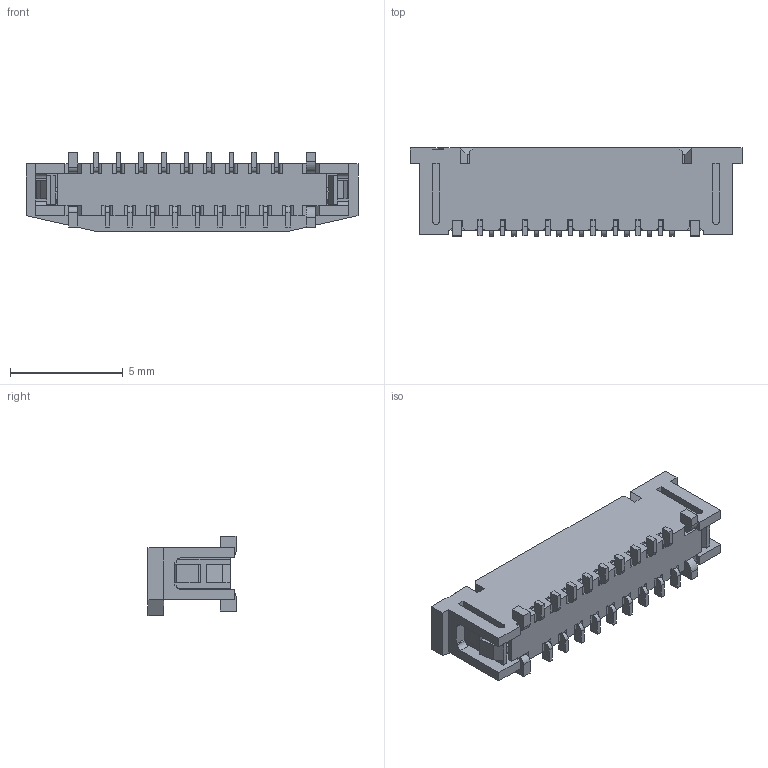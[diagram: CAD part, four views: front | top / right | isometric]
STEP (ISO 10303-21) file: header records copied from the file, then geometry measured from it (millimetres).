
FILE_DESCRIPTION( ( 'STEP AP214' ), '1' );
FILE_NAME( 'psolqas1338373126.stp', '2020-02-11T12:38:37', ( '' ), ( '' ), ' ', 'PARTsolutions', ' ' );
FILE_SCHEMA( ( 'AUTOMOTIVE_DESIGN { 1 0 10303 214 1 1 1 1 }' ) );
Length unit declared in the file: metre
Products named in the file (1): 1
Bounding box: 14.7 x 3.9 x 3.5 mm (x, y, z)
Volume: 109.9 mm3; surface area: 386.9 mm2
Topology: 1 solids, 1 shells, 703 faces, 2167 edges, 1420 vertices
Faces by surface type: plane 599, cylinder 104
Entity records: 23880 total; most frequent: ORIENTED_EDGE 4334, CARTESIAN_POINT 4291, DIRECTION 3787, EDGE_CURVE 2167, LINE 1955, VECTOR 1955, VERTEX_POINT 1420, AXIS2_PLACEMENT_3D 916
